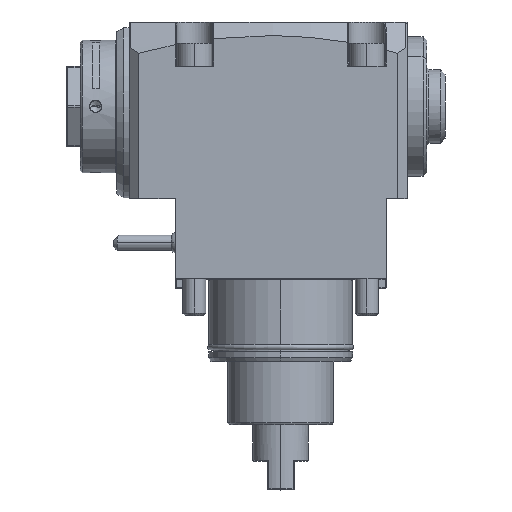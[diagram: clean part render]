
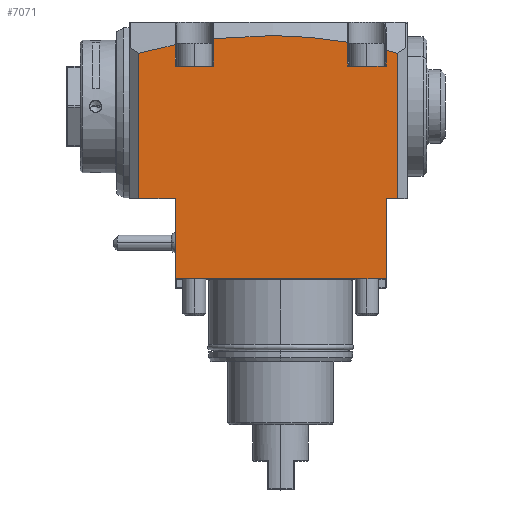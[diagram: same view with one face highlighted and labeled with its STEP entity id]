
A CAD part, top view. The second image highlights one B-rep face of the part: STEP entity #7071.
In plain terms, the highlighted planar face has unit normal (0, 0, 1).
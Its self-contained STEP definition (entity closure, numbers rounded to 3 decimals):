
#1259=DIRECTION('',(-1.,0.,0.));
#1260=VECTOR('',#1259,110.);
#1261=CARTESIAN_POINT('',(134.,0.,56.));
#1262=LINE('',#1261,#1260);
#1427=DIRECTION('',(0.,-1.,0.));
#1428=VECTOR('',#1427,75.637);
#1429=CARTESIAN_POINT('',(140.,117.637,56.));
#1430=LINE('',#1429,#1428);
#1431=DIRECTION('',(-1.,0.,0.));
#1432=VECTOR('',#1431,6.);
#1433=CARTESIAN_POINT('',(140.,42.,56.));
#1434=LINE('',#1433,#1432);
#1435=DIRECTION('',(0.,1.,0.));
#1436=VECTOR('',#1435,42.);
#1437=CARTESIAN_POINT('',(134.,0.,56.));
#1438=LINE('',#1437,#1436);
#1439=DIRECTION('',(0.,1.,0.));
#1440=VECTOR('',#1439,42.);
#1441=CARTESIAN_POINT('',(24.,0.,56.));
#1442=LINE('',#1441,#1440);
#1443=DIRECTION('',(1.,0.,0.));
#1444=VECTOR('',#1443,19.);
#1445=CARTESIAN_POINT('',(5.,42.,56.));
#1446=LINE('',#1445,#1444);
#1447=CARTESIAN_POINT('',(23.931,122.14,56.));
#1448=CARTESIAN_POINT('',(17.564,120.878,56.));
#1449=CARTESIAN_POINT('',(11.254,119.375,56.));
#1450=CARTESIAN_POINT('',(5.,117.637,56.));
#1452=DIRECTION('',(-0.631,0.776,0.));
#1453=VECTOR('',#1452,0.11);
#1454=CARTESIAN_POINT('',(24.,122.055,56.));
#1455=LINE('',#1454,#1453);
#1456=DIRECTION('',(0.,1.,0.));
#1457=VECTOR('',#1456,11.055);
#1458=CARTESIAN_POINT('',(24.,111.,56.));
#1459=LINE('',#1458,#1457);
#1460=DIRECTION('',(0.,-1.,0.));
#1461=VECTOR('',#1460,14.285);
#1462=CARTESIAN_POINT('',(44.,125.285,56.));
#1463=LINE('',#1462,#1461);
#1464=CARTESIAN_POINT('',(44.,125.285,56.));
#1465=CARTESIAN_POINT('',(55.71,126.638,56.));
#1466=CARTESIAN_POINT('',(79.086,127.665,56.));
#1467=CARTESIAN_POINT('',(102.377,125.4,56.));
#1468=CARTESIAN_POINT('',(114.,123.437,56.));
#1470=DIRECTION('',(0.,1.,0.));
#1471=VECTOR('',#1470,12.437);
#1472=CARTESIAN_POINT('',(114.,111.,56.));
#1473=LINE('',#1472,#1471);
#1474=DIRECTION('',(0.,-1.,0.));
#1475=VECTOR('',#1474,8.101);
#1476=CARTESIAN_POINT('',(134.,119.101,56.));
#1477=LINE('',#1476,#1475);
#1478=DIRECTION('',(-0.645,-0.764,0.));
#1479=VECTOR('',#1478,0.136);
#1480=CARTESIAN_POINT('',(134.088,119.205,56.));
#1481=LINE('',#1480,#1479);
#1482=CARTESIAN_POINT('',(134.088,119.205,56.));
#1483=CARTESIAN_POINT('',(136.065,118.706,56.));
#1484=CARTESIAN_POINT('',(138.035,118.183,56.));
#1485=CARTESIAN_POINT('',(140.,117.637,56.));
#1498=CARTESIAN_POINT('',(140.,117.637,56.));
#1925=CARTESIAN_POINT('',(44.,125.285,56.));
#1954=DIRECTION('',(-1.,0.,0.));
#1955=VECTOR('',#1954,20.);
#1956=CARTESIAN_POINT('',(134.,111.,56.));
#1957=LINE('',#1956,#1955);
#2131=DIRECTION('',(-1.,0.,0.));
#2132=VECTOR('',#2131,20.);
#2133=CARTESIAN_POINT('',(44.,111.,56.));
#2134=LINE('',#2133,#2132);
#2229=DIRECTION('',(0.,-1.,0.));
#2230=VECTOR('',#2229,75.637);
#2231=CARTESIAN_POINT('',(5.,117.637,56.));
#2232=LINE('',#2231,#2230);
#2245=CARTESIAN_POINT('',(5.,117.637,56.));
#4715=VERTEX_POINT('',#2245);
#4718=VERTEX_POINT('',#1498);
#4724=CARTESIAN_POINT('',(24.,111.,56.));
#4726=VERTEX_POINT('',#4724);
#4727=CARTESIAN_POINT('',(24.,122.055,56.));
#4728=CARTESIAN_POINT('',(23.931,122.14,56.));
#4729=VERTEX_POINT('',#4727);
#4730=VERTEX_POINT('',#4728);
#4738=VERTEX_POINT('',#1925);
#4739=CARTESIAN_POINT('',(44.,111.,56.));
#4740=VERTEX_POINT('',#4739);
#4761=VERTEX_POINT('',#1482);
#4762=VERTEX_POINT('',#1468);
#4764=CARTESIAN_POINT('',(114.,111.,56.));
#4766=VERTEX_POINT('',#4764);
#4771=CARTESIAN_POINT('',(134.,111.,56.));
#4773=VERTEX_POINT('',#4771);
#4820=CARTESIAN_POINT('',(134.,119.101,56.));
#4822=VERTEX_POINT('',#4820);
#5302=CARTESIAN_POINT('',(24.,0.,56.));
#5303=CARTESIAN_POINT('',(24.,42.,56.));
#5304=VERTEX_POINT('',#5302);
#5305=VERTEX_POINT('',#5303);
#5306=CARTESIAN_POINT('',(5.,42.,56.));
#5307=VERTEX_POINT('',#5306);
#5314=CARTESIAN_POINT('',(134.,0.,56.));
#5315=VERTEX_POINT('',#5314);
#5362=CARTESIAN_POINT('',(140.,42.,56.));
#5363=VERTEX_POINT('',#5362);
#5364=CARTESIAN_POINT('',(134.,42.,56.));
#5365=VERTEX_POINT('',#5364);
#7031=CARTESIAN_POINT('',(0.,134.,56.));
#7032=DIRECTION('',(0.,0.,1.));
#7033=DIRECTION('',(0.,-1.,0.));
#7034=AXIS2_PLACEMENT_3D('',#7031,#7032,#7033);
#7035=PLANE('',#7034);
#7037=ORIENTED_EDGE('',*,*,#7036,.T.);
#7039=ORIENTED_EDGE('',*,*,#7038,.T.);
#7041=ORIENTED_EDGE('',*,*,#7040,.F.);
#7042=ORIENTED_EDGE('',*,*,#6754,.T.);
#7043=ORIENTED_EDGE('',*,*,#6733,.T.);
#7044=ORIENTED_EDGE('',*,*,#6710,.F.);
#7046=ORIENTED_EDGE('',*,*,#7045,.F.);
#7048=ORIENTED_EDGE('',*,*,#7047,.F.);
#7050=ORIENTED_EDGE('',*,*,#7049,.F.);
#7052=ORIENTED_EDGE('',*,*,#7051,.F.);
#7054=ORIENTED_EDGE('',*,*,#7053,.F.);
#7056=ORIENTED_EDGE('',*,*,#7055,.F.);
#7058=ORIENTED_EDGE('',*,*,#7057,.T.);
#7060=ORIENTED_EDGE('',*,*,#7059,.F.);
#7062=ORIENTED_EDGE('',*,*,#7061,.F.);
#7064=ORIENTED_EDGE('',*,*,#7063,.F.);
#7066=ORIENTED_EDGE('',*,*,#7065,.F.);
#7068=ORIENTED_EDGE('',*,*,#7067,.T.);
#7069=EDGE_LOOP('',(#7037,#7039,#7041,#7042,#7043,#7044,#7046,#7048,#7050,#7052,
#7054,#7056,#7058,#7060,#7062,#7064,#7066,#7068));
#7070=FACE_OUTER_BOUND('',#7069,.F.);
#1451=B_SPLINE_CURVE_WITH_KNOTS('',3,(#1447,#1448,#1449,#1450),.UNSPECIFIED.,
.F.,.F.,(4,4),(0.,1.),.UNSPECIFIED.);
#1469=B_SPLINE_CURVE_WITH_KNOTS('',3,(#1464,#1465,#1466,#1467,#1468),
.UNSPECIFIED.,.F.,.F.,(4,1,4),(0.,0.5,1.),.UNSPECIFIED.);
#1486=B_SPLINE_CURVE_WITH_KNOTS('',3,(#1482,#1483,#1484,#1485),.UNSPECIFIED.,
.F.,.F.,(4,4),(0.,1.),.UNSPECIFIED.);
#6710=EDGE_CURVE('',#5307,#5305,#1446,.T.);
#6733=EDGE_CURVE('',#5304,#5305,#1442,.T.);
#6754=EDGE_CURVE('',#5315,#5304,#1262,.T.);
#7036=EDGE_CURVE('',#4718,#5363,#1430,.T.);
#7038=EDGE_CURVE('',#5363,#5365,#1434,.T.);
#7040=EDGE_CURVE('',#5315,#5365,#1438,.T.);
#7045=EDGE_CURVE('',#4715,#5307,#2232,.T.);
#7047=EDGE_CURVE('',#4730,#4715,#1451,.T.);
#7049=EDGE_CURVE('',#4729,#4730,#1455,.T.);
#7051=EDGE_CURVE('',#4726,#4729,#1459,.T.);
#7053=EDGE_CURVE('',#4740,#4726,#2134,.T.);
#7055=EDGE_CURVE('',#4738,#4740,#1463,.T.);
#7057=EDGE_CURVE('',#4738,#4762,#1469,.T.);
#7059=EDGE_CURVE('',#4766,#4762,#1473,.T.);
#7061=EDGE_CURVE('',#4773,#4766,#1957,.T.);
#7063=EDGE_CURVE('',#4822,#4773,#1477,.T.);
#7065=EDGE_CURVE('',#4761,#4822,#1481,.T.);
#7067=EDGE_CURVE('',#4761,#4718,#1486,.T.);
#7071=ADVANCED_FACE('',(#7070),#7035,.T.);
